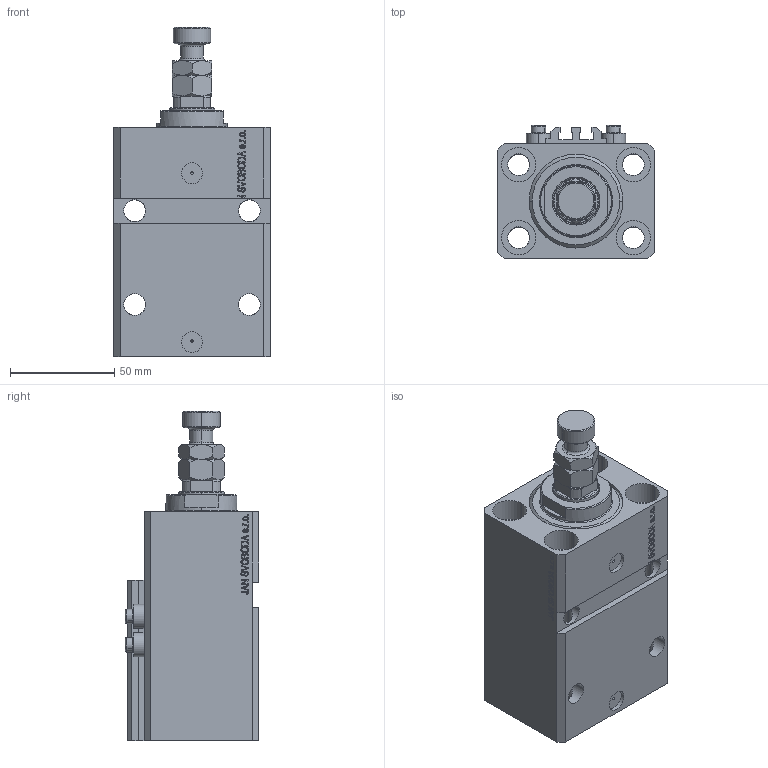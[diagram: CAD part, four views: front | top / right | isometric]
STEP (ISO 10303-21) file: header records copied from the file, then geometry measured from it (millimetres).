
FILE_DESCRIPTION (( 'STEP AP203' ), '1' );
FILE_NAME ('4dea.STEP', '2023-10-07T16:28:51', ( '' ), ( '' ), 'SwSTEP 2.0', 'SolidWorks 2019', '' );
FILE_SCHEMA (( 'CONFIG_CONTROL_DESIGN' ));
Length unit declared in the file: millimetre
Products named in the file (6): V250CE_E_Body 90ec8300aa370aca41bcd456b04d488e; MFA 90ec8300aa370aca41bcd456b04d488e; 4dea; V250CE_C_VCP 90ec8300aa370aca41bcd456b04d488e; V250CE_VC_E 90ec8300aa370aca41bcd456b04d488e; ALLEN BOLT V250CE 90ec8300aa370aca41bcd456b04d488e
Assembly tree (8 placements, depth 2):
  4dea
    V250CE_E_Body 90ec8300aa370aca41bcd456b04d488e
    ALLEN BOLT V250CE 90ec8300aa370aca41bcd456b04d488e  x4
    V250CE_C_VCP 90ec8300aa370aca41bcd456b04d488e
    V250CE_VC_E 90ec8300aa370aca41bcd456b04d488e
    MFA 90ec8300aa370aca41bcd456b04d488e
Bounding box: 75 x 64 x 158 mm (x, y, z)
Volume: 389405.4 mm3; surface area: 98339.5 mm2
Topology: 9 solids, 9 shells, 1136 faces, 2816 edges, 1805 vertices
Faces by surface type: plane 530, bspline 354, cylinder 150, cone 84, torus 18
Entity records: 49031 total; most frequent: CARTESIAN_POINT 25375, ORIENTED_EDGE 5322, DIRECTION 3551, EDGE_CURVE 2661, VERTEX_POINT 1721, LINE 1561, VECTOR 1561, EDGE_LOOP 1198
